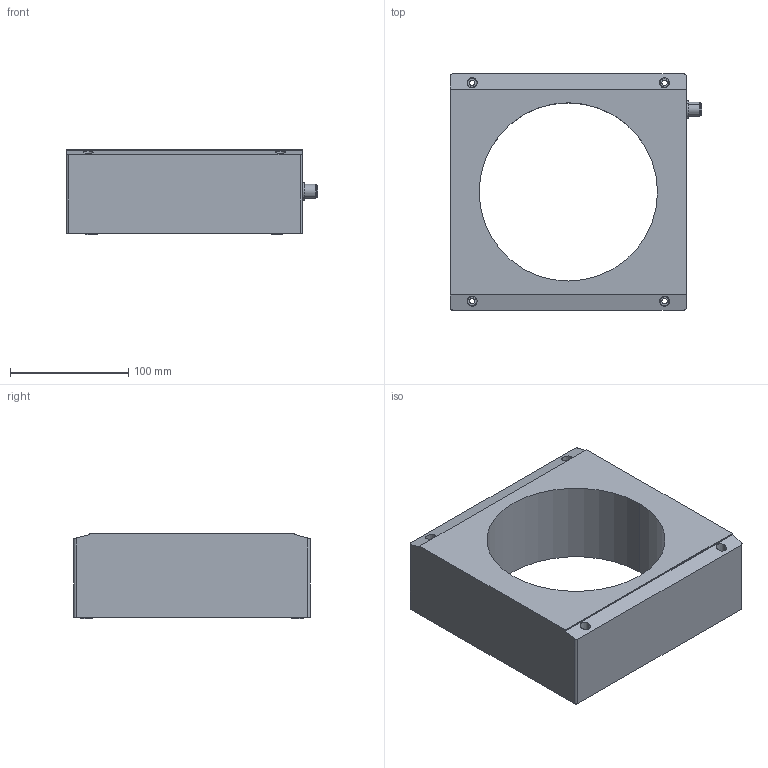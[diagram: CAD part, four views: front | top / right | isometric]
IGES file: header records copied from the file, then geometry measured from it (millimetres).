
Global section: file name: No Iges File Name specified; native system: Autodesk Inventor 2011; preprocessor: AutoDesk Inventor Iges Exporter R2011; author: lck; date: 20110518.095949; units: millimetre
Bounding box: 213 x 200 x 72 mm (x, y, z)
Volume: 1542480.7 mm3; surface area: 142193.5 mm2
Topology: 7 solids, 7 shells, 188 faces, 423 edges, 280 vertices
Faces by surface type: plane 72, revolution 57, cylinder 49, cone 10
